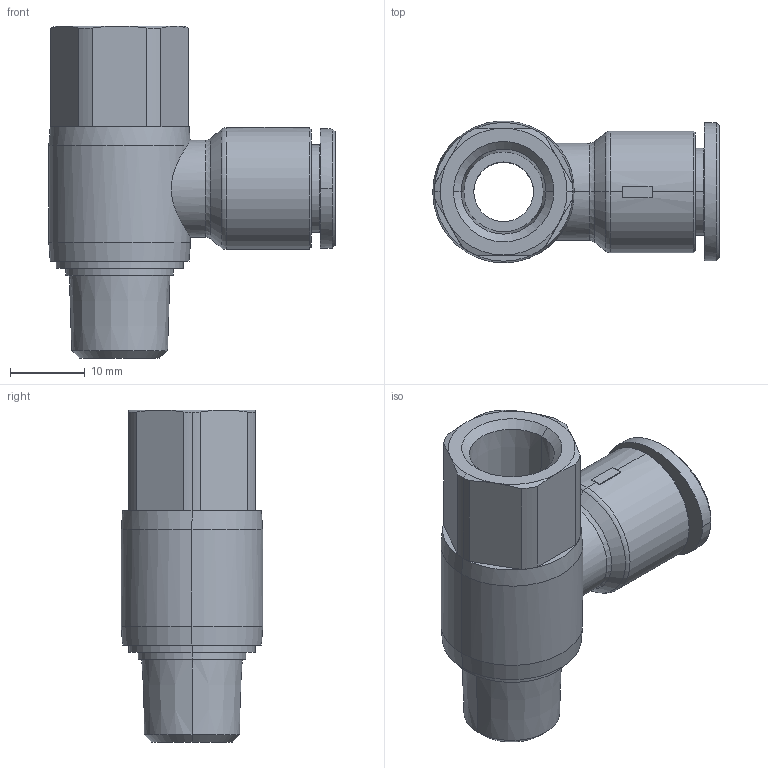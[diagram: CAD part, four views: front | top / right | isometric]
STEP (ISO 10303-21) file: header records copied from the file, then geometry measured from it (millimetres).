
FILE_DESCRIPTION((''),'2;1');
FILE_NAME('GPHF_1002-02(3D).stp','2012-12-20T16:37:27',(''),(''),'Mechanical Desktop.R8.0.24.0','Mechanical Desktop.R8.0.24.0',', , ');
FILE_SCHEMA(('CONFIG_CONTROL_DESIGN'));
Length unit declared in the file: millimetre
Products named in the file (2): GPHF_1002-02(3D); 睡ヶ1
Assembly tree (1 placements, depth 2):
  GPHF_1002-02(3D)
    睡ヶ1
Bounding box: 38.4 x 19 x 44.5 mm (x, y, z)
Volume: 9649 mm3; surface area: 5927.9 mm2
Topology: 1 solids, 1 shells, 467 faces, 1304 edges, 858 vertices
Faces by surface type: plane 398, cone 32, cylinder 25, bspline 10, torus 2
Entity records: 15336 total; most frequent: CARTESIAN_POINT 3239, ORIENTED_EDGE 2608, DIRECTION 2288, EDGE_CURVE 1304, VECTOR 1176, LINE 1176, VERTEX_POINT 858, AXIS2_PLACEMENT_3D 556
